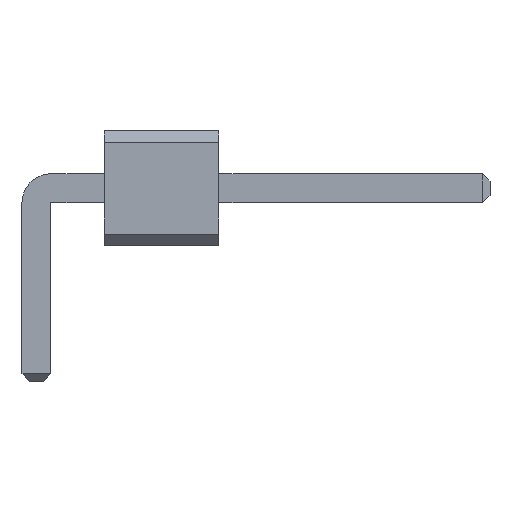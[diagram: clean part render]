
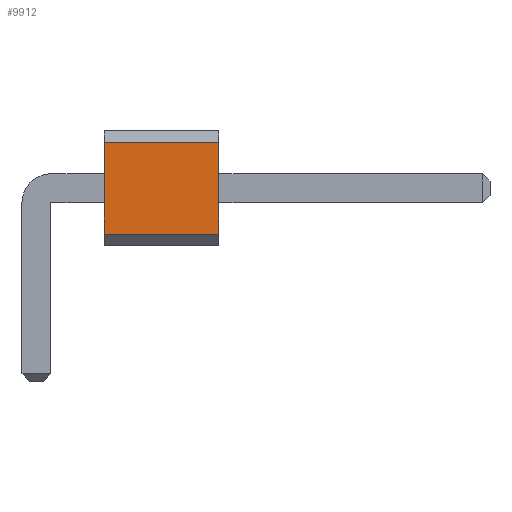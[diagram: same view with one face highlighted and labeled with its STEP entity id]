
A CAD part, front view. The second image highlights one B-rep face of the part: STEP entity #9912.
In plain terms, the highlighted planar face has unit normal (0, -1, 0).
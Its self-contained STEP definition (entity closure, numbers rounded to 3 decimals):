
#1006 = VERTEX_POINT('',#1007);
#1007 = CARTESIAN_POINT('',(1.5,-92.71,2.286));
#1013 = EDGE_CURVE('',#1014,#1006,#1016,.T.);
#1014 = VERTEX_POINT('',#1015);
#1015 = CARTESIAN_POINT('',(1.5,-92.71,0.254));
#1016 = LINE('',#1017,#1018);
#1017 = CARTESIAN_POINT('',(1.5,-92.71,0.254));
#1018 = VECTOR('',#1019,1.);
#1019 = DIRECTION('',(0.,0.,1.));
#4041 = VERTEX_POINT('',#4042);
#4042 = CARTESIAN_POINT('',(4.04,-92.71,2.286));
#4048 = EDGE_CURVE('',#4049,#4041,#4051,.T.);
#4049 = VERTEX_POINT('',#4050);
#4050 = CARTESIAN_POINT('',(4.04,-92.71,0.254));
#4051 = LINE('',#4052,#4053);
#4052 = CARTESIAN_POINT('',(4.04,-92.71,0.254));
#4053 = VECTOR('',#4054,1.);
#4054 = DIRECTION('',(0.,0.,1.));
#9884 = EDGE_CURVE('',#1014,#4049,#9885,.T.);
#9885 = LINE('',#9886,#9887);
#9886 = CARTESIAN_POINT('',(1.5,-92.71,0.254));
#9887 = VECTOR('',#9888,1.);
#9888 = DIRECTION('',(1.,0.,0.));
#9912 = ADVANCED_FACE('',(#9913),#9924,.T.);
#9913 = FACE_BOUND('',#9914,.T.);
#9914 = EDGE_LOOP('',(#9915,#9916,#9917,#9923));
#9915 = ORIENTED_EDGE('',*,*,#9884,.T.);
#9916 = ORIENTED_EDGE('',*,*,#4048,.T.);
#9917 = ORIENTED_EDGE('',*,*,#9918,.F.);
#9918 = EDGE_CURVE('',#1006,#4041,#9919,.T.);
#9919 = LINE('',#9920,#9921);
#9920 = CARTESIAN_POINT('',(1.5,-92.71,2.286));
#9921 = VECTOR('',#9922,1.);
#9922 = DIRECTION('',(1.,0.,0.));
#9923 = ORIENTED_EDGE('',*,*,#1013,.F.);
#9924 = PLANE('',#9925);
#9925 = AXIS2_PLACEMENT_3D('',#9926,#9927,#9928);
#9926 = CARTESIAN_POINT('',(1.5,-92.71,0.254));
#9927 = DIRECTION('',(0.,-1.,0.));
#9928 = DIRECTION('',(0.,0.,1.));
